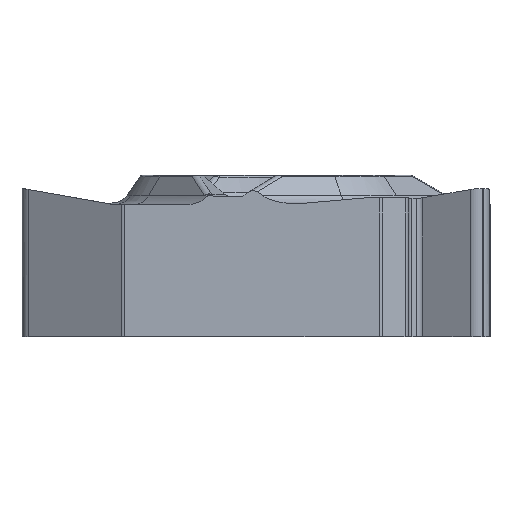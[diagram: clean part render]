
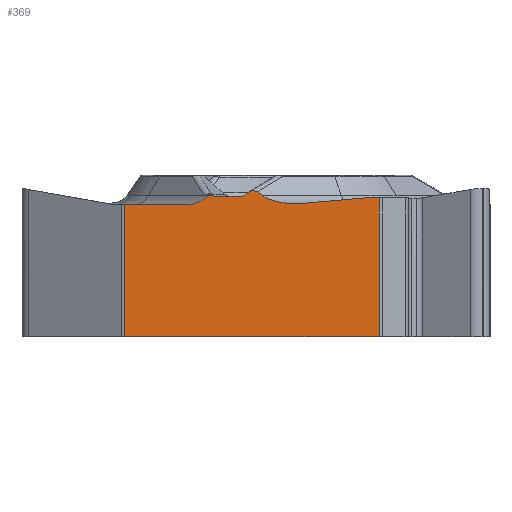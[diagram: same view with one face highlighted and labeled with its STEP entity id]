
A CAD part, left-side view. The second image highlights one B-rep face of the part: STEP entity #369.
In plain terms, the highlighted planar face has unit normal (-1, 0, 0).
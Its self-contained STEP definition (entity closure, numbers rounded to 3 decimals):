
#152=FACE_OUTER_BOUND('',#591,.T.);
#311=ELLIPSE('',#2832,1.5,0.75);
#312=ELLIPSE('',#2833,0.304,0.205);
#313=ELLIPSE('',#2834,0.309,0.3);
#314=ELLIPSE('',#2835,0.309,0.3);
#315=ELLIPSE('',#2836,0.884,0.75);
#369=ADVANCED_FACE('',(#152),#533,.F.);
#533=PLANE('',#2837);
#591=EDGE_LOOP('',(#1155,#1156,#1157,#1158,#1159,#1160,#1161,#1162,#1163,
#1164,#1165,#1166,#1167,#1168,#1169));
#758=LINE('',#4347,#935);
#779=LINE('',#4431,#956);
#780=LINE('',#4433,#957);
#781=LINE('',#4435,#958);
#782=LINE('',#4439,#959);
#783=LINE('',#4443,#960);
#784=LINE('',#4447,#961);
#785=LINE('',#4467,#962);
#786=LINE('',#4469,#963);
#935=VECTOR('',#3123,1.);
#956=VECTOR('',#3188,1.);
#957=VECTOR('',#3189,1.);
#958=VECTOR('',#3190,1.);
#959=VECTOR('',#3193,1.);
#960=VECTOR('',#3196,1.);
#961=VECTOR('',#3199,1.);
#962=VECTOR('',#3204,1.);
#963=VECTOR('',#3205,1.);
#1155=ORIENTED_EDGE('',*,*,#2190,.F.);
#1156=ORIENTED_EDGE('',*,*,#2232,.T.);
#1157=ORIENTED_EDGE('',*,*,#2233,.T.);
#1158=ORIENTED_EDGE('',*,*,#2234,.T.);
#1159=ORIENTED_EDGE('',*,*,#2235,.T.);
#1160=ORIENTED_EDGE('',*,*,#2236,.F.);
#1161=ORIENTED_EDGE('',*,*,#2237,.F.);
#1162=ORIENTED_EDGE('',*,*,#2238,.T.);
#1163=ORIENTED_EDGE('',*,*,#2239,.T.);
#1164=ORIENTED_EDGE('',*,*,#2240,.T.);
#1165=ORIENTED_EDGE('',*,*,#2241,.T.);
#1166=ORIENTED_EDGE('',*,*,#2242,.F.);
#1167=ORIENTED_EDGE('',*,*,#2243,.T.);
#1168=ORIENTED_EDGE('',*,*,#2244,.T.);
#1169=ORIENTED_EDGE('',*,*,#2245,.T.);
#1936=VERTEX_POINT('',#4345);
#1938=VERTEX_POINT('',#4348);
#1979=VERTEX_POINT('',#4432);
#1980=VERTEX_POINT('',#4434);
#1981=VERTEX_POINT('',#4436);
#1982=VERTEX_POINT('',#4438);
#1983=VERTEX_POINT('',#4440);
#1984=VERTEX_POINT('',#4442);
#1985=VERTEX_POINT('',#4444);
#1986=VERTEX_POINT('',#4446);
#1987=VERTEX_POINT('',#4448);
#1988=VERTEX_POINT('',#4450);
#1989=VERTEX_POINT('',#4464);
#1990=VERTEX_POINT('',#4466);
#1991=VERTEX_POINT('',#4468);
#2190=EDGE_CURVE('',#1936,#1938,#758,.T.);
#2232=EDGE_CURVE('',#1936,#1979,#779,.T.);
#2233=EDGE_CURVE('',#1979,#1980,#780,.T.);
#2234=EDGE_CURVE('',#1980,#1981,#781,.T.);
#2235=EDGE_CURVE('',#1981,#1982,#311,.T.);
#2236=EDGE_CURVE('',#1983,#1982,#782,.T.);
#2237=EDGE_CURVE('',#1984,#1983,#312,.T.);
#2238=EDGE_CURVE('',#1984,#1985,#783,.T.);
#2239=EDGE_CURVE('',#1985,#1986,#313,.T.);
#2240=EDGE_CURVE('',#1986,#1987,#784,.T.);
#2241=EDGE_CURVE('',#1987,#1988,#314,.T.);
#2242=EDGE_CURVE('',#1989,#1988,#2733,.T.);
#2243=EDGE_CURVE('',#1989,#1990,#315,.T.);
#2244=EDGE_CURVE('',#1990,#1991,#785,.T.);
#2245=EDGE_CURVE('',#1991,#1938,#786,.T.);
#2733=B_SPLINE_CURVE_WITH_KNOTS('',3,(#4451,#4452,#4453,#4454,#4455,#4456,
#4457,#4458,#4459,#4460,#4461,#4462,#4463),.UNSPECIFIED.,.F.,.F.,(4,3,3,
3,4),(0.,0.251,0.501,0.761,1.),
 .UNSPECIFIED.);
#2832=AXIS2_PLACEMENT_3D('',#4437,#3191,#3192);
#2833=AXIS2_PLACEMENT_3D('',#4441,#3194,#3195);
#2834=AXIS2_PLACEMENT_3D('',#4445,#3197,#3198);
#2835=AXIS2_PLACEMENT_3D('',#4449,#3200,#3201);
#2836=AXIS2_PLACEMENT_3D('',#4465,#3202,#3203);
#2837=AXIS2_PLACEMENT_3D('',#4470,#3206,#3207);
#3123=DIRECTION('',(0.,1.,0.));
#3188=DIRECTION('',(0.,0.,1.));
#3189=DIRECTION('',(0.,1.,0.));
#3190=DIRECTION('',(0.,0.996,-0.088));
#3191=DIRECTION('',(1.,0.,0.));
#3192=DIRECTION('',(0.,1.,0.));
#3193=DIRECTION('',(0.,-0.814,-0.581));
#3194=DIRECTION('',(1.,0.,0.));
#3195=DIRECTION('',(0.,-0.858,0.514));
#3196=DIRECTION('',(0.,0.775,-0.631));
#3197=DIRECTION('',(1.,0.,0.));
#3198=DIRECTION('',(0.,-1.,0.));
#3199=DIRECTION('',(0.,1.,0.));
#3200=DIRECTION('',(1.,0.,0.));
#3201=DIRECTION('',(0.,-1.,0.));
#3202=DIRECTION('',(1.,0.,0.));
#3203=DIRECTION('',(0.,-1.,0.));
#3204=DIRECTION('',(0.,1.,0.));
#3205=DIRECTION('',(0.,0.,-1.));
#3206=DIRECTION('',(1.,0.,0.));
#3207=DIRECTION('',(0.,1.,0.));
#4345=CARTESIAN_POINT('',(-6.35,-4.1,-5.56));
#4347=CARTESIAN_POINT('',(-6.35,8.7,-5.56));
#4348=CARTESIAN_POINT('',(-6.35,5.45,-5.56));
#4431=CARTESIAN_POINT('',(-6.35,-4.1,-0.356));
#4432=CARTESIAN_POINT('',(-6.35,-4.1,-0.356));
#4433=CARTESIAN_POINT('',(-6.35,0.,-0.356));
#4434=CARTESIAN_POINT('',(-6.35,-3.561,-0.356));
#4435=CARTESIAN_POINT('',(-6.35,-2.246,-0.472));
#4436=CARTESIAN_POINT('',(-6.35,-1.196,-0.565));
#4437=CARTESIAN_POINT('',(-6.35,-0.935,0.174));
#4438=CARTESIAN_POINT('',(-6.35,0.293,-0.256));
#4439=CARTESIAN_POINT('',(-6.35,17.805,12.249));
#4440=CARTESIAN_POINT('',(-6.35,0.483,-0.121));
#4441=CARTESIAN_POINT('',(-6.35,0.704,-0.32));
#4442=CARTESIAN_POINT('',(-6.35,0.862,-0.181));
#4443=CARTESIAN_POINT('',(-6.35,-6.754,6.019));
#4444=CARTESIAN_POINT('',(-6.35,0.934,-0.24));
#4445=CARTESIAN_POINT('',(-6.35,1.132,-0.01));
#4446=CARTESIAN_POINT('',(-6.35,1.132,-0.31));
#4447=CARTESIAN_POINT('',(-6.35,8.7,-0.31));
#4448=CARTESIAN_POINT('',(-6.35,2.034,-0.31));
#4449=CARTESIAN_POINT('',(-6.35,2.034,-0.01));
#4450=CARTESIAN_POINT('',(-6.35,2.162,-0.283));
#4451=CARTESIAN_POINT('',(-6.35,2.401,-0.323));
#4452=CARTESIAN_POINT('',(-6.35,2.386,-0.307));
#4453=CARTESIAN_POINT('',(-6.35,2.369,-0.294));
#4454=CARTESIAN_POINT('',(-6.35,2.349,-0.285));
#4455=CARTESIAN_POINT('',(-6.35,2.33,-0.275));
#4456=CARTESIAN_POINT('',(-6.35,2.309,-0.268));
#4457=CARTESIAN_POINT('',(-6.35,2.288,-0.265));
#4458=CARTESIAN_POINT('',(-6.35,2.266,-0.262));
#4459=CARTESIAN_POINT('',(-6.35,2.243,-0.262));
#4460=CARTESIAN_POINT('',(-6.35,2.221,-0.266));
#4461=CARTESIAN_POINT('',(-6.35,2.2,-0.269));
#4462=CARTESIAN_POINT('',(-6.35,2.18,-0.275));
#4463=CARTESIAN_POINT('',(-6.35,2.162,-0.283));
#4464=CARTESIAN_POINT('',(-6.35,2.401,-0.323));
#4465=CARTESIAN_POINT('',(-6.35,3.09,0.147));
#4466=CARTESIAN_POINT('',(-6.35,3.09,-0.603));
#4467=CARTESIAN_POINT('',(-6.35,8.7,-0.603));
#4468=CARTESIAN_POINT('',(-6.35,5.45,-0.603));
#4469=CARTESIAN_POINT('',(-6.35,5.45,-5.56));
#4470=CARTESIAN_POINT('',(-6.35,8.7,25.));
